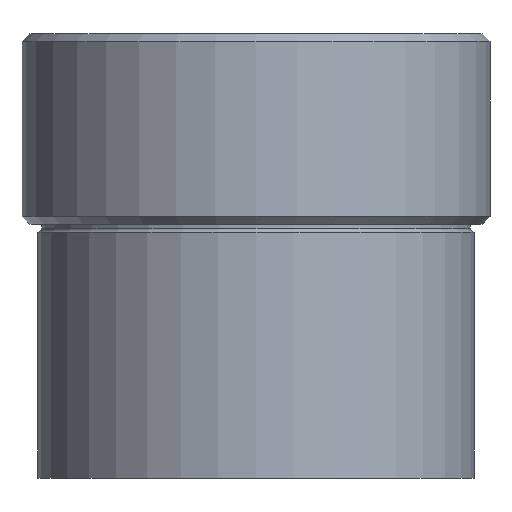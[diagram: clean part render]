
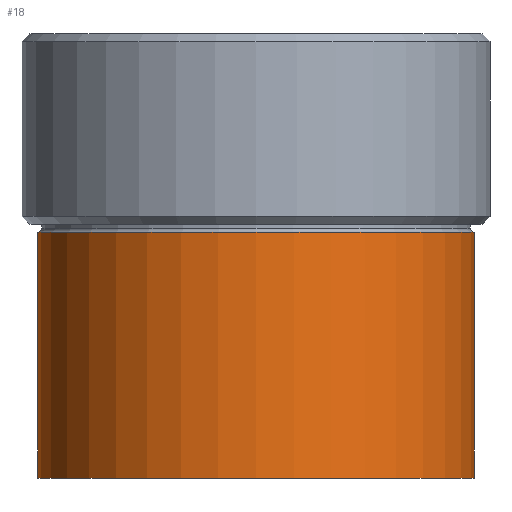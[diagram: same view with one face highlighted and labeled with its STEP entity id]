
A CAD part, front view. The second image highlights one B-rep face of the part: STEP entity #18.
In plain terms, the highlighted cylindrical face has radius 27.5 mm (diameter 55 mm), a partial arc.
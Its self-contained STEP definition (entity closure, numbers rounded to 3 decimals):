
#1 = LINE ( 'NONE', #43, #47 ) ;
#8 = DIRECTION ( 'NONE',  ( 0., 0., 1. ) ) ;
#18 = ADVANCED_FACE ( 'NONE', ( #404 ), #476, .T. ) ;
#24 = ORIENTED_EDGE ( 'NONE', *, *, #222, .T. ) ;
#35 = EDGE_LOOP ( 'NONE', ( #342, #24, #64, #146 ) ) ;
#36 = VERTEX_POINT ( 'NONE', #113 ) ;
#39 = CARTESIAN_POINT ( 'NONE',  ( 0., 0., 0. ) ) ;
#43 = CARTESIAN_POINT ( 'NONE',  ( 27.5, 0., 0. ) ) ;
#47 = VECTOR ( 'NONE', #375, 1000. ) ;
#58 = AXIS2_PLACEMENT_3D ( 'NONE', #106, #403, #218 ) ;
#64 = ORIENTED_EDGE ( 'NONE', *, *, #142, .T. ) ;
#82 = CARTESIAN_POINT ( 'NONE',  ( 0., 0., -25. ) ) ;
#87 = DIRECTION ( 'NONE',  ( 1., 0., 0. ) ) ;
#106 = CARTESIAN_POINT ( 'NONE',  ( 0., 0., -56. ) ) ;
#113 = CARTESIAN_POINT ( 'NONE',  ( -27.5, 0., -25. ) ) ;
#125 = CIRCLE ( 'NONE', #58, 27.5 ) ;
#142 = EDGE_CURVE ( 'NONE', #513, #210, #1, .T. ) ;
#145 = CARTESIAN_POINT ( 'NONE',  ( -27.5, 0., 0. ) ) ;
#146 = ORIENTED_EDGE ( 'NONE', *, *, #454, .F. ) ;
#156 = CARTESIAN_POINT ( 'NONE',  ( -27.5, 0., -56. ) ) ;
#187 = AXIS2_PLACEMENT_3D ( 'NONE', #39, #446, #353 ) ;
#209 = AXIS2_PLACEMENT_3D ( 'NONE', #82, #463, #87 ) ;
#210 = VERTEX_POINT ( 'NONE', #521 ) ;
#218 = DIRECTION ( 'NONE',  ( 1., 0., 0. ) ) ;
#222 = EDGE_CURVE ( 'NONE', #426, #513, #125, .T. ) ;
#265 = VECTOR ( 'NONE', #8, 1000. ) ;
#314 = CIRCLE ( 'NONE', #209, 27.5 ) ;
#342 = ORIENTED_EDGE ( 'NONE', *, *, #488, .F. ) ;
#353 = DIRECTION ( 'NONE',  ( 1., 0., 0. ) ) ;
#375 = DIRECTION ( 'NONE',  ( 0., 0., 1. ) ) ;
#383 = CARTESIAN_POINT ( 'NONE',  ( 27.5, 0., -56. ) ) ;
#403 = DIRECTION ( 'NONE',  ( 0., 0., 1. ) ) ;
#404 = FACE_OUTER_BOUND ( 'NONE', #35, .T. ) ;
#426 = VERTEX_POINT ( 'NONE', #156 ) ;
#446 = DIRECTION ( 'NONE',  ( 0., 0., 1. ) ) ;
#454 = EDGE_CURVE ( 'NONE', #36, #210, #314, .T. ) ;
#463 = DIRECTION ( 'NONE',  ( 0., 0., 1. ) ) ;
#476 = CYLINDRICAL_SURFACE ( 'NONE', #187, 27.5 ) ;
#488 = EDGE_CURVE ( 'NONE', #426, #36, #526, .T. ) ;
#513 = VERTEX_POINT ( 'NONE', #383 ) ;
#521 = CARTESIAN_POINT ( 'NONE',  ( 27.5, 0., -25. ) ) ;
#526 = LINE ( 'NONE', #145, #265 ) ;
